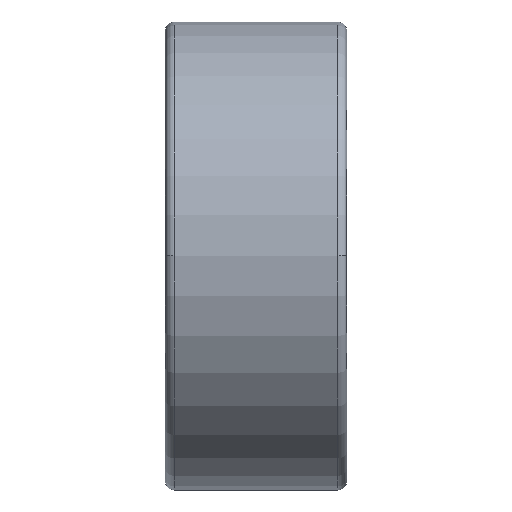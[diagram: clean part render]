
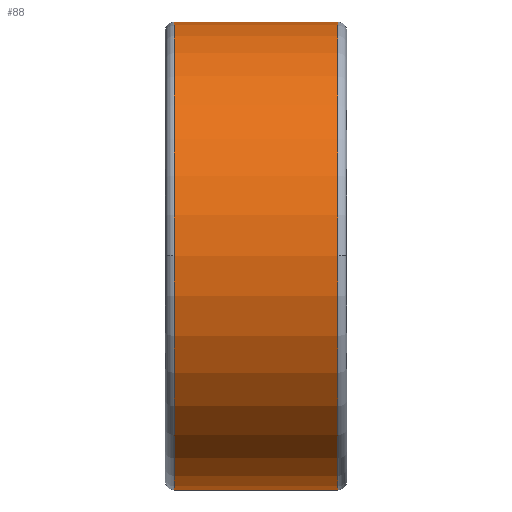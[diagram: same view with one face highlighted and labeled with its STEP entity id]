
A CAD part, top view. The second image highlights one B-rep face of the part: STEP entity #88.
In plain terms, the highlighted cylindrical face has radius 40 mm (diameter 80 mm), a partial arc.
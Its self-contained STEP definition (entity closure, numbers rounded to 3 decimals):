
#88=ADVANCED_FACE('',(#273),#274,.T.);
#273=FACE_OUTER_BOUND('',#707,.T.);
#274=CYLINDRICAL_SURFACE('',#708,40.0);
#707=EDGE_LOOP('',(#1157,#1158,#1159,#1160,#1161,#1162));
#708=AXIS2_PLACEMENT_3D('',#1163,#1164,#1165);
#1157=ORIENTED_EDGE('',*,*,#2477,.F.);
#1158=ORIENTED_EDGE('',*,*,#2478,.T.);
#1159=ORIENTED_EDGE('',*,*,#2479,.T.);
#1160=ORIENTED_EDGE('',*,*,#2480,.F.);
#1161=ORIENTED_EDGE('',*,*,#2481,.F.);
#1162=ORIENTED_EDGE('',*,*,#2473,.F.);
#1163=CARTESIAN_POINT('',(15.5,0.0,0.0));
#1164=DIRECTION('',(1.0,0.0,0.0));
#1165=DIRECTION('',(0.0,1.0,0.0));
#2473=EDGE_CURVE('',#2872,#2874,#2875,.T.);
#2477=EDGE_CURVE('',#2881,#2872,#2882,.T.);
#2478=EDGE_CURVE('',#2881,#2883,#2884,.T.);
#2479=EDGE_CURVE('',#2883,#2885,#2886,.T.);
#2480=EDGE_CURVE('',#2887,#2885,#2888,.T.);
#2481=EDGE_CURVE('',#2874,#2887,#2889,.T.);
#2872=VERTEX_POINT('',#3540);
#2874=VERTEX_POINT('',#3542);
#2875=CIRCLE('',#3543,40.0);
#2881=VERTEX_POINT('',#3549);
#2882=LINE('',#3550,#3551);
#2883=VERTEX_POINT('',#3552);
#2884=CIRCLE('',#3553,40.0);
#2885=VERTEX_POINT('',#3554);
#2886=CIRCLE('',#3555,40.0);
#2887=VERTEX_POINT('',#3556);
#2888=LINE('',#3557,#3558);
#2889=CIRCLE('',#3559,40.0);
#3540=CARTESIAN_POINT('',(29.5,40.0,0.0));
#3542=CARTESIAN_POINT('',(29.5,0.,40.0));
#3543=AXIS2_PLACEMENT_3D('',#6293,#6294,#6295);
#3549=CARTESIAN_POINT('',(1.5,40.0,0.0));
#3550=CARTESIAN_POINT('',(15.5,40.0,0.));
#3551=VECTOR('',#6305,1.0);
#3552=CARTESIAN_POINT('',(1.5,0.,40.0));
#3553=AXIS2_PLACEMENT_3D('',#6306,#6307,#6308);
#3554=CARTESIAN_POINT('',(1.5,-40.0,0.));
#3555=AXIS2_PLACEMENT_3D('',#6309,#6310,#6311);
#3556=CARTESIAN_POINT('',(29.5,-40.0,0.));
#3557=CARTESIAN_POINT('',(15.5,-40.0,0.));
#3558=VECTOR('',#6312,1.0);
#3559=AXIS2_PLACEMENT_3D('',#6313,#6314,#6315);
#6293=CARTESIAN_POINT('',(29.5,0.0,0.0));
#6294=DIRECTION('',(1.0,0.0,0.0));
#6295=DIRECTION('',(0.0,1.0,0.0));
#6305=DIRECTION('',(1.0,0.0,0.0));
#6306=CARTESIAN_POINT('',(1.5,0.0,0.0));
#6307=DIRECTION('',(1.0,0.0,0.0));
#6308=DIRECTION('',(0.0,1.0,0.0));
#6309=CARTESIAN_POINT('',(1.5,0.0,0.0));
#6310=DIRECTION('',(1.0,0.0,0.0));
#6311=DIRECTION('',(0.0,1.0,0.0));
#6312=DIRECTION('',(-1.0,-0.0,-0.0));
#6313=CARTESIAN_POINT('',(29.5,0.0,0.0));
#6314=DIRECTION('',(1.0,0.0,0.0));
#6315=DIRECTION('',(0.0,1.0,0.0));
